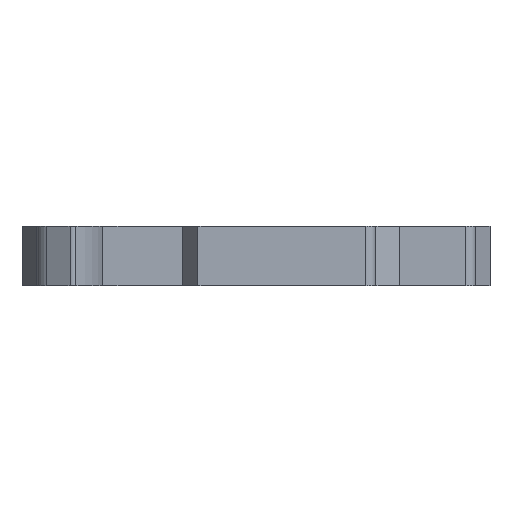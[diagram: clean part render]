
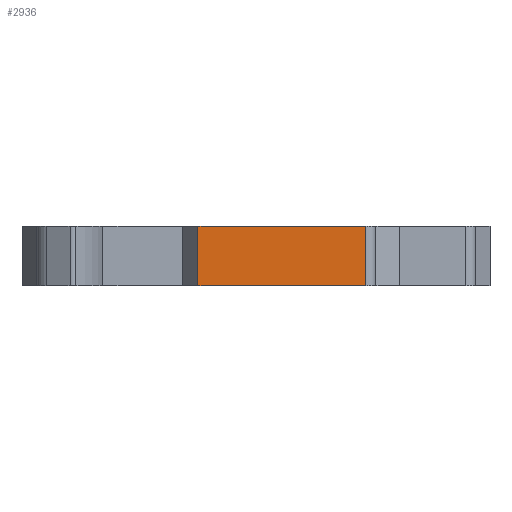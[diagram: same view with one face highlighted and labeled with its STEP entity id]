
A CAD part, front view. The second image highlights one B-rep face of the part: STEP entity #2936.
In plain terms, the highlighted planar face has unit normal (0, -1, 0).
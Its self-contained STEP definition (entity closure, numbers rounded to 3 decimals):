
#32 = PLANE('',#33);
#33 = AXIS2_PLACEMENT_3D('',#34,#35,#36);
#34 = CARTESIAN_POINT('',(0.,43.25,0.));
#35 = DIRECTION('',(0.,0.,1.));
#36 = DIRECTION('',(1.,0.,0.));
#1086 = VERTEX_POINT('',#1087);
#1087 = CARTESIAN_POINT('',(-5.95,-2.25,0.));
#1101 = PLANE('',#1102);
#1102 = AXIS2_PLACEMENT_3D('',#1103,#1104,#1105);
#1103 = CARTESIAN_POINT('',(-5.95,-2.25,3.05));
#1104 = DIRECTION('',(0.971,0.238,0.));
#1105 = DIRECTION('',(-0.238,0.971,0.
    ));
#1113 = EDGE_CURVE('',#1086,#1114,#1116,.T.);
#1114 = VERTEX_POINT('',#1115);
#1115 = CARTESIAN_POINT('',(11.26,-2.25,0.));
#1116 = SURFACE_CURVE('',#1117,(#1121,#1128),.PCURVE_S1.);
#1117 = LINE('',#1118,#1119);
#1118 = CARTESIAN_POINT('',(-5.95,-2.25,0.));
#1119 = VECTOR('',#1120,1.);
#1120 = DIRECTION('',(1.,0.,0.));
#1121 = PCURVE('',#32,#1122);
#1122 = DEFINITIONAL_REPRESENTATION('',(#1123),#1127);
#1123 = LINE('',#1124,#1125);
#1124 = CARTESIAN_POINT('',(-5.95,-45.5));
#1125 = VECTOR('',#1126,1.);
#1126 = DIRECTION('',(1.,0.));
#1127 = ( GEOMETRIC_REPRESENTATION_CONTEXT(2) 
PARAMETRIC_REPRESENTATION_CONTEXT() REPRESENTATION_CONTEXT('2D SPACE',''
  ) );
#1128 = PCURVE('',#1129,#1134);
#1129 = PLANE('',#1130);
#1130 = AXIS2_PLACEMENT_3D('',#1131,#1132,#1133);
#1131 = CARTESIAN_POINT('',(-24.,-2.25,3.05));
#1132 = DIRECTION('',(0.,-1.,0.));
#1133 = DIRECTION('',(1.,0.,0.));
#1134 = DEFINITIONAL_REPRESENTATION('',(#1135),#1139);
#1135 = LINE('',#1136,#1137);
#1136 = CARTESIAN_POINT('',(18.05,-3.05));
#1137 = VECTOR('',#1138,1.);
#1138 = DIRECTION('',(1.,0.));
#1139 = ( GEOMETRIC_REPRESENTATION_CONTEXT(2) 
PARAMETRIC_REPRESENTATION_CONTEXT() REPRESENTATION_CONTEXT('2D SPACE',''
  ) );
#1158 = CYLINDRICAL_SURFACE('',#1159,1.);
#1159 = AXIS2_PLACEMENT_3D('',#1160,#1161,#1162);
#1160 = CARTESIAN_POINT('',(11.26,-1.25,3.05));
#1161 = DIRECTION('',(0.,0.,1.));
#1162 = DIRECTION('',(1.,0.,0.));
#1441 = PLANE('',#1442);
#1442 = AXIS2_PLACEMENT_3D('',#1443,#1444,#1445);
#1443 = CARTESIAN_POINT('',(0.,43.25,6.1));
#1444 = DIRECTION('',(0.,0.,1.));
#1445 = DIRECTION('',(1.,0.,0.));
#1799 = VERTEX_POINT('',#1800);
#1800 = CARTESIAN_POINT('',(11.26,-2.25,6.1));
#1822 = EDGE_CURVE('',#1823,#1799,#1825,.T.);
#1823 = VERTEX_POINT('',#1824);
#1824 = CARTESIAN_POINT('',(-5.95,-2.25,6.1));
#1825 = SURFACE_CURVE('',#1826,(#1830,#1837),.PCURVE_S1.);
#1826 = LINE('',#1827,#1828);
#1827 = CARTESIAN_POINT('',(-5.95,-2.25,6.1));
#1828 = VECTOR('',#1829,1.);
#1829 = DIRECTION('',(1.,0.,0.));
#1830 = PCURVE('',#1441,#1831);
#1831 = DEFINITIONAL_REPRESENTATION('',(#1832),#1836);
#1832 = LINE('',#1833,#1834);
#1833 = CARTESIAN_POINT('',(-5.95,-45.5));
#1834 = VECTOR('',#1835,1.);
#1835 = DIRECTION('',(1.,0.));
#1836 = ( GEOMETRIC_REPRESENTATION_CONTEXT(2) 
PARAMETRIC_REPRESENTATION_CONTEXT() REPRESENTATION_CONTEXT('2D SPACE',''
  ) );
#1837 = PCURVE('',#1129,#1838);
#1838 = DEFINITIONAL_REPRESENTATION('',(#1839),#1843);
#1839 = LINE('',#1840,#1841);
#1840 = CARTESIAN_POINT('',(18.05,3.05));
#1841 = VECTOR('',#1842,1.);
#1842 = DIRECTION('',(1.,0.));
#1843 = ( GEOMETRIC_REPRESENTATION_CONTEXT(2) 
PARAMETRIC_REPRESENTATION_CONTEXT() REPRESENTATION_CONTEXT('2D SPACE',''
  ) );
#2916 = EDGE_CURVE('',#1114,#1799,#2917,.T.);
#2917 = SURFACE_CURVE('',#2918,(#2922,#2929),.PCURVE_S1.);
#2918 = LINE('',#2919,#2920);
#2919 = CARTESIAN_POINT('',(11.26,-2.25,0.));
#2920 = VECTOR('',#2921,1.);
#2921 = DIRECTION('',(0.,0.,1.));
#2922 = PCURVE('',#1158,#2923);
#2923 = DEFINITIONAL_REPRESENTATION('',(#2924),#2928);
#2924 = LINE('',#2925,#2926);
#2925 = CARTESIAN_POINT('',(4.712,-3.05));
#2926 = VECTOR('',#2927,1.);
#2927 = DIRECTION('',(0.,1.));
#2928 = ( GEOMETRIC_REPRESENTATION_CONTEXT(2) 
PARAMETRIC_REPRESENTATION_CONTEXT() REPRESENTATION_CONTEXT('2D SPACE',''
  ) );
#2929 = PCURVE('',#1129,#2930);
#2930 = DEFINITIONAL_REPRESENTATION('',(#2931),#2935);
#2931 = LINE('',#2932,#2933);
#2932 = CARTESIAN_POINT('',(35.26,-3.05));
#2933 = VECTOR('',#2934,1.);
#2934 = DIRECTION('',(0.,1.));
#2935 = ( GEOMETRIC_REPRESENTATION_CONTEXT(2) 
PARAMETRIC_REPRESENTATION_CONTEXT() REPRESENTATION_CONTEXT('2D SPACE',''
  ) );
#2936 = ADVANCED_FACE('',(#2937),#1129,.T.);
#2937 = FACE_BOUND('',#2938,.F.);
#2938 = EDGE_LOOP('',(#2939,#2960,#2961,#2962));
#2939 = ORIENTED_EDGE('',*,*,#2940,.F.);
#2940 = EDGE_CURVE('',#1823,#1086,#2941,.T.);
#2941 = SURFACE_CURVE('',#2942,(#2946,#2953),.PCURVE_S1.);
#2942 = LINE('',#2943,#2944);
#2943 = CARTESIAN_POINT('',(-5.95,-2.25,6.1));
#2944 = VECTOR('',#2945,1.);
#2945 = DIRECTION('',(0.,0.,-1.));
#2946 = PCURVE('',#1129,#2947);
#2947 = DEFINITIONAL_REPRESENTATION('',(#2948),#2952);
#2948 = LINE('',#2949,#2950);
#2949 = CARTESIAN_POINT('',(18.05,3.05));
#2950 = VECTOR('',#2951,1.);
#2951 = DIRECTION('',(0.,-1.));
#2952 = ( GEOMETRIC_REPRESENTATION_CONTEXT(2) 
PARAMETRIC_REPRESENTATION_CONTEXT() REPRESENTATION_CONTEXT('2D SPACE',''
  ) );
#2953 = PCURVE('',#1101,#2954);
#2954 = DEFINITIONAL_REPRESENTATION('',(#2955),#2959);
#2955 = LINE('',#2956,#2957);
#2956 = CARTESIAN_POINT('',(0.,3.05));
#2957 = VECTOR('',#2958,1.);
#2958 = DIRECTION('',(0.,-1.));
#2959 = ( GEOMETRIC_REPRESENTATION_CONTEXT(2) 
PARAMETRIC_REPRESENTATION_CONTEXT() REPRESENTATION_CONTEXT('2D SPACE',''
  ) );
#2960 = ORIENTED_EDGE('',*,*,#1822,.T.);
#2961 = ORIENTED_EDGE('',*,*,#2916,.F.);
#2962 = ORIENTED_EDGE('',*,*,#1113,.F.);
